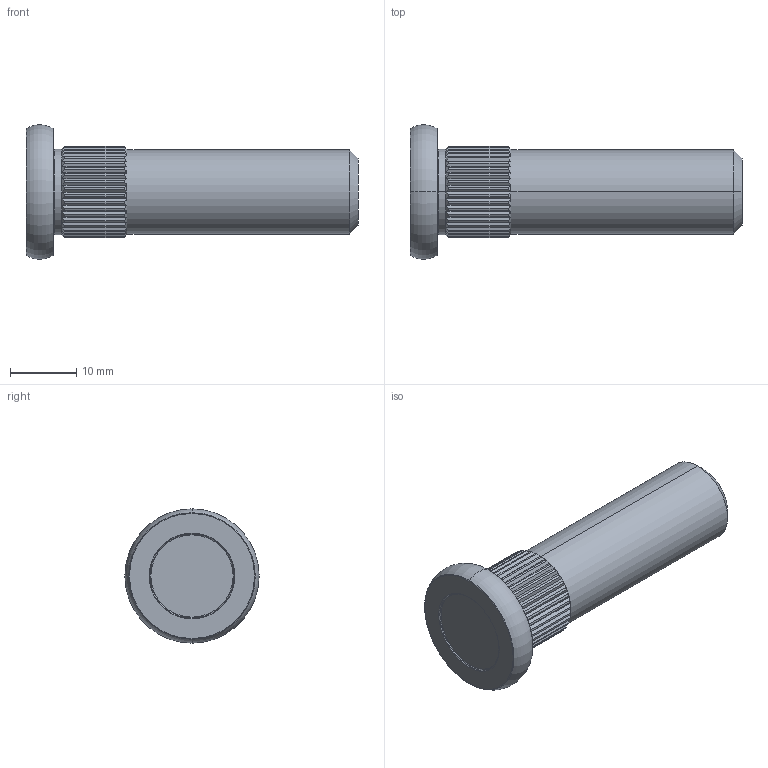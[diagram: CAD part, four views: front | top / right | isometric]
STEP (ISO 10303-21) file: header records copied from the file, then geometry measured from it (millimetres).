
FILE_DESCRIPTION (( 'STEP AP203' ), '1' );
FILE_NAME ('STUD BOLT 1-2 X 20_REV_.step', '2025-08-17T04:51:44', ( '' ), ( '' ), 'SwSTEP 2.0', 'SolidWorks 2024', '' );
FILE_SCHEMA (( 'CONFIG_CONTROL_DESIGN' ));
Length unit declared in the file: inch
Products named in the file (1): STUD BOLT 1-2 X 20_REV_
Bounding box: 50.19 x 20.3 x 20.3 mm (x, y, z)
Volume: 7228.1 mm3; surface area: 2816.9 mm2
Topology: 1 solids, 1 shells, 147 faces, 412 edges, 270 vertices
Faces by surface type: plane 85, cylinder 44, torus 12, cone 6
Entity records: 4975 total; most frequent: CARTESIAN_POINT 1310, ORIENTED_EDGE 824, DIRECTION 670, EDGE_CURVE 412, AXIS2_PLACEMENT_3D 270, VERTEX_POINT 270, B_SPLINE_CURVE_WITH_KNOTS 160, EDGE_LOOP 150
